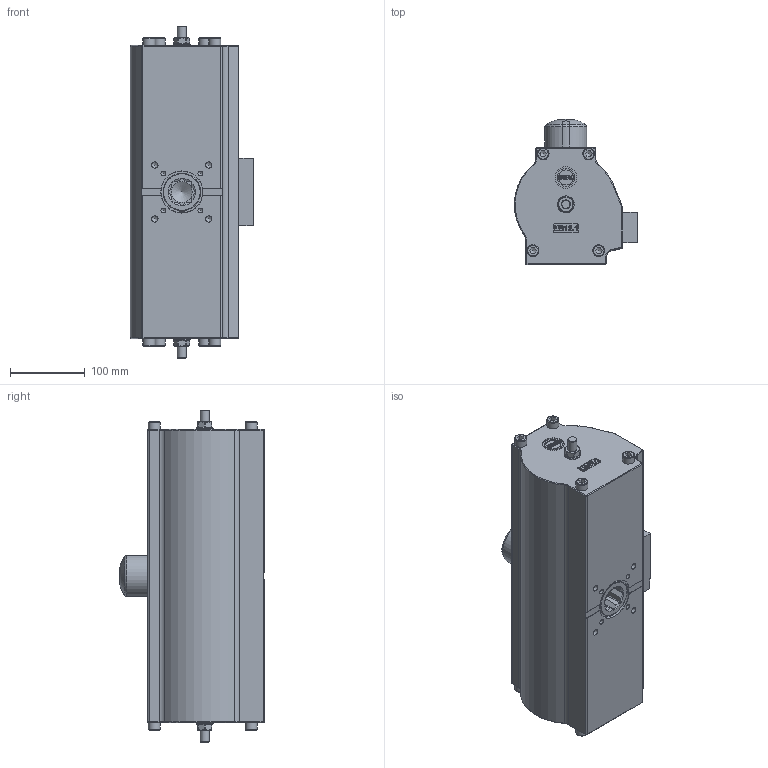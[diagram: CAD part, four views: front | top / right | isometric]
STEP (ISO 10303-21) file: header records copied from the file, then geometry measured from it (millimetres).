
FILE_DESCRIPTION(/* description */ ('','CAx-IF Rec.Pracs.---Representation and Presentation of Product Manufacturing Information (PMI)---3.8---2014-02-18'),/* implementation_level */ '2;1');
FILE_NAME(/* name */ 'EB 12.1 SYD F07F10.stp',/* time_stamp */ '2018-10-16T09:43:46+02:00',/* author */ ('hellwig'),/* organization */ (''),/* preprocessor_version */ 'ST-DEVELOPER v16.5',/* originating_system */ 'Autodesk Inventor 2017',/* authorisation */ '');
FILE_SCHEMA (('AP242_MANAGED_MODEL_BASED_3D_ENGINEERING_MIM_LF { 1 0 10303 442 1 1 4 }'));
Length unit declared in the file: millimetre
Products named in the file (1): M53406
Bounding box: 164.93 x 194.1 x 444 mm (x, y, z)
Volume: 2701557.2 mm3; surface area: 566330.6 mm2
Topology: 1 solids, 28 shells, 1734 faces, 4400 edges, 2695 vertices
Faces by surface type: plane 767, cylinder 442, bspline 224, cone 115, torus 96, sphere 90
Full cylindrical faces by diameter (mm): 4 x4, 4.134 x8, 4.917 x3, 6 x3, 6.6 x2, 6.647 x4, 7 x3, 8.376 x4, 9 x2, 10 x10, 10.5 x8, 11 x2, 11.3 x2, 11.445 x2, 12 x4, 16 x13, 16.5 x2, 17 x2, 22.4 x2, 28 x1, 28.6 x1, 29 x2, 30 x2, 30.1 x1, 32 x1, 34.2 x2, 36 x1, 38 x1, 40 x1, 47 x1
Entity records: 54366 total; most frequent: CARTESIAN_POINT 13526, ORIENTED_EDGE 8022, DIRECTION 7883, EDGE_CURVE 4011, AXIS2_PLACEMENT_3D 2926, VERTEX_POINT 2589, EDGE_LOOP 2060, LINE 2031
